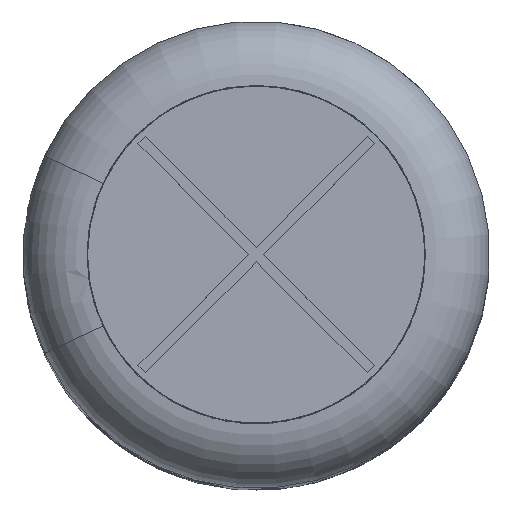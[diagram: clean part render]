
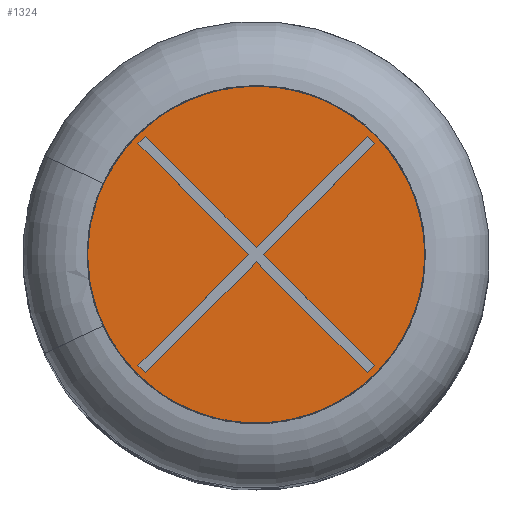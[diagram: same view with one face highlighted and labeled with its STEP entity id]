
A CAD part, top view. The second image highlights one B-rep face of the part: STEP entity #1324.
In plain terms, the highlighted planar face has unit normal (0, 0, 1).
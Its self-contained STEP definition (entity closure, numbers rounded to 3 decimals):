
#1324 = ADVANCED_FACE( '', ( #2871, #2872 ), #2873, .T. );
#2871 = FACE_OUTER_BOUND( '', #10361, .T. );
#2872 = FACE_BOUND( '', #10362, .T. );
#2873 = PLANE( '', #10363 );
#10361 = EDGE_LOOP( '', ( #15956 ) );
#10362 = EDGE_LOOP( '', ( #15957, #15958, #15959, #15960, #15961, #15962, #15963, #15964, #15965, #15966, #15967, #15968 ) );
#10363 = AXIS2_PLACEMENT_3D( '', #15969, #15970, #15971 );
#15956 = ORIENTED_EDGE( '', *, *, #17983, .F. );
#15957 = ORIENTED_EDGE( '', *, *, #17988, .T. );
#15958 = ORIENTED_EDGE( '', *, *, #18144, .T. );
#15959 = ORIENTED_EDGE( '', *, *, #18374, .T. );
#15960 = ORIENTED_EDGE( '', *, *, #18453, .T. );
#15961 = ORIENTED_EDGE( '', *, *, #17295, .T. );
#15962 = ORIENTED_EDGE( '', *, *, #18391, .T. );
#15963 = ORIENTED_EDGE( '', *, *, #17031, .T. );
#15964 = ORIENTED_EDGE( '', *, *, #18588, .T. );
#15965 = ORIENTED_EDGE( '', *, *, #18186, .T. );
#15966 = ORIENTED_EDGE( '', *, *, #17344, .T. );
#15967 = ORIENTED_EDGE( '', *, *, #17514, .T. );
#15968 = ORIENTED_EDGE( '', *, *, #18422, .T. );
#15969 = CARTESIAN_POINT( '', ( -4.709, 0., 39.78 ) );
#15970 = DIRECTION( '', ( 0., 0., 1. ) );
#15971 = DIRECTION( '', ( 1., 0., 0. ) );
#17031 = EDGE_CURVE( '', #18844, #18845, #18846, .T. );
#17295 = EDGE_CURVE( '', #19311, #19312, #19313, .T. );
#17344 = EDGE_CURVE( '', #19394, #19395, #19396, .T. );
#17514 = EDGE_CURVE( '', #19395, #19677, #19678, .T. );
#17983 = EDGE_CURVE( '', #20450, #20450, #20451, .T. );
#17988 = EDGE_CURVE( '', #20456, #20457, #20458, .T. );
#18144 = EDGE_CURVE( '', #20457, #20662, #20663, .T. );
#18186 = EDGE_CURVE( '', #20719, #19394, #20720, .T. );
#18374 = EDGE_CURVE( '', #20662, #20974, #20975, .T. );
#18391 = EDGE_CURVE( '', #19312, #18844, #20998, .T. );
#18422 = EDGE_CURVE( '', #19677, #20456, #21039, .T. );
#18453 = EDGE_CURVE( '', #20974, #19311, #21077, .T. );
#18588 = EDGE_CURVE( '', #18845, #20719, #21235, .T. );
#18844 = VERTEX_POINT( '', #21582 );
#18845 = VERTEX_POINT( '', #21583 );
#18846 = LINE( '', #21584, #21585 );
#19311 = VERTEX_POINT( '', #22910 );
#19312 = VERTEX_POINT( '', #22911 );
#19313 = LINE( '', #22912, #22913 );
#19394 = VERTEX_POINT( '', #23163 );
#19395 = VERTEX_POINT( '', #23164 );
#19396 = LINE( '', #23165, #23166 );
#19677 = VERTEX_POINT( '', #23643 );
#19678 = LINE( '', #23644, #23645 );
#20450 = VERTEX_POINT( '', #25955 );
#20451 = CIRCLE( '', #25956, 4.709 );
#20456 = VERTEX_POINT( '', #25963 );
#20457 = VERTEX_POINT( '', #25964 );
#20458 = LINE( '', #25965, #25966 );
#20662 = VERTEX_POINT( '', #26466 );
#20663 = LINE( '', #26467, #26468 );
#20719 = VERTEX_POINT( '', #26697 );
#20720 = LINE( '', #26698, #26699 );
#20974 = VERTEX_POINT( '', #27308 );
#20975 = LINE( '', #27309, #27310 );
#20998 = LINE( '', #27380, #27381 );
#21039 = LINE( '', #27486, #27487 );
#21077 = LINE( '', #27575, #27576 );
#21235 = LINE( '', #27963, #27964 );
#21582 = CARTESIAN_POINT( '', ( 3.292, -3.088, 39.78 ) );
#21583 = CARTESIAN_POINT( '', ( 3.088, -3.292, 39.78 ) );
#21584 = CARTESIAN_POINT( '', ( 3.292, -3.088, 39.78 ) );
#21585 = VECTOR( '', #28403, 1000. );
#22910 = CARTESIAN_POINT( '', ( 3.292, 3.088, 39.78 ) );
#22911 = CARTESIAN_POINT( '', ( 0.204, 0., 39.78 ) );
#22912 = CARTESIAN_POINT( '', ( 0.204, 0., 39.78 ) );
#22913 = VECTOR( '', #28704, 1000. );
#23163 = CARTESIAN_POINT( '', ( -3.088, -3.292, 39.78 ) );
#23164 = CARTESIAN_POINT( '', ( -3.292, -3.088, 39.78 ) );
#23165 = CARTESIAN_POINT( '', ( -3.088, -3.292, 39.78 ) );
#23166 = VECTOR( '', #28749, 1000. );
#23643 = CARTESIAN_POINT( '', ( -0.204, 0., 39.78 ) );
#23644 = CARTESIAN_POINT( '', ( -0.204, 0., 39.78 ) );
#23645 = VECTOR( '', #28949, 1000. );
#25955 = CARTESIAN_POINT( '', ( -4.709, 0., 39.78 ) );
#25956 = AXIS2_PLACEMENT_3D( '', #29470, #29471, #29472 );
#25963 = CARTESIAN_POINT( '', ( -3.292, 3.088, 39.78 ) );
#25964 = CARTESIAN_POINT( '', ( -3.088, 3.292, 39.78 ) );
#25965 = CARTESIAN_POINT( '', ( -3.088, 3.292, 39.78 ) );
#25966 = VECTOR( '', #29475, 1000. );
#26466 = CARTESIAN_POINT( '', ( 0., 0.204, 39.78 ) );
#26467 = CARTESIAN_POINT( '', ( 0., 0.204, 39.78 ) );
#26468 = VECTOR( '', #29599, 1000. );
#26697 = CARTESIAN_POINT( '', ( 0., -0.204, 39.78 ) );
#26698 = CARTESIAN_POINT( '', ( 0., -0.204, 39.78 ) );
#26699 = VECTOR( '', #29625, 1000. );
#27308 = CARTESIAN_POINT( '', ( 3.088, 3.292, 39.78 ) );
#27309 = CARTESIAN_POINT( '', ( 0., 0.204, 39.78 ) );
#27310 = VECTOR( '', #29780, 1000. );
#27380 = CARTESIAN_POINT( '', ( 0.204, 0., 39.78 ) );
#27381 = VECTOR( '', #29788, 1000. );
#27486 = CARTESIAN_POINT( '', ( -0.204, 0., 39.78 ) );
#27487 = VECTOR( '', #29815, 1000. );
#27575 = CARTESIAN_POINT( '', ( 3.292, 3.088, 39.78 ) );
#27576 = VECTOR( '', #29833, 1000. );
#27963 = CARTESIAN_POINT( '', ( 0., -0.204, 39.78 ) );
#27964 = VECTOR( '', #29913, 1000. );
#28403 = DIRECTION( '', ( -0.707, -0.707, 0. ) );
#28704 = DIRECTION( '', ( -0.707, -0.707, 0. ) );
#28749 = DIRECTION( '', ( -0.707, 0.707, 0. ) );
#28949 = DIRECTION( '', ( 0.707, 0.707, 0. ) );
#29470 = CARTESIAN_POINT( '', ( 0., 0., 39.78 ) );
#29471 = DIRECTION( '', ( 0., 0., -1. ) );
#29472 = DIRECTION( '', ( -1., 0., 0. ) );
#29475 = DIRECTION( '', ( 0.707, 0.707, 0. ) );
#29599 = DIRECTION( '', ( 0.707, -0.707, 0. ) );
#29625 = DIRECTION( '', ( -0.707, -0.707, 0. ) );
#29780 = DIRECTION( '', ( 0.707, 0.707, 0. ) );
#29788 = DIRECTION( '', ( 0.707, -0.707, 0. ) );
#29815 = DIRECTION( '', ( -0.707, 0.707, 0. ) );
#29833 = DIRECTION( '', ( 0.707, -0.707, 0. ) );
#29913 = DIRECTION( '', ( -0.707, 0.707, 0. ) );
